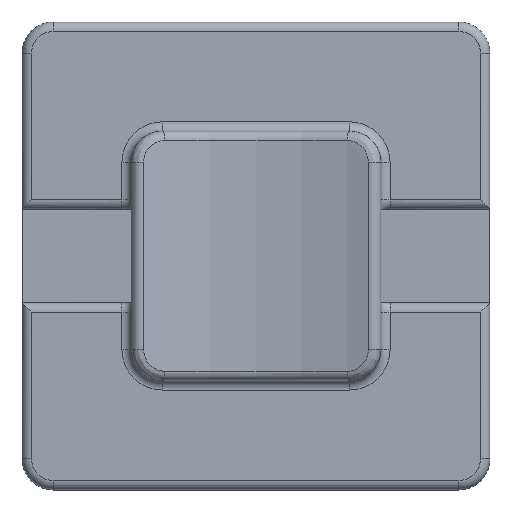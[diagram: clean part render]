
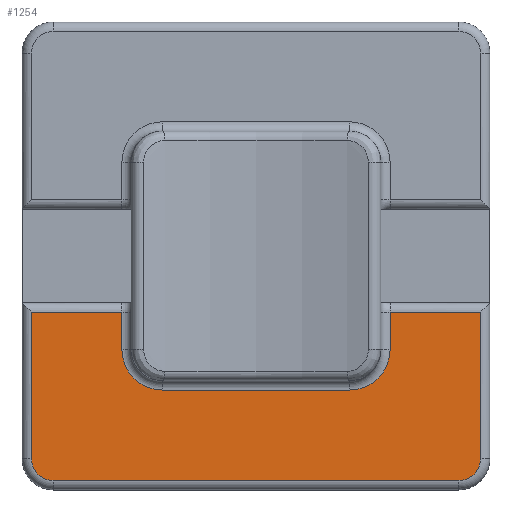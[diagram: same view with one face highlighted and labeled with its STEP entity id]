
A CAD part, top view. The second image highlights one B-rep face of the part: STEP entity #1254.
In plain terms, the highlighted planar face has unit normal (0, 0, 1).
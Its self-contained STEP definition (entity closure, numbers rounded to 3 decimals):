
#65=PLANE('',#1415);
#138=FACE_OUTER_BOUND('',#212,.T.);
#212=EDGE_LOOP('',(#1107,#1108,#1109,#1110,#1111,#1112,#1113,#1114,#1115,
#1116,#1117,#1118));
#271=LINE('',#2007,#366);
#272=LINE('',#2018,#367);
#274=LINE('',#2028,#369);
#306=LINE('',#2138,#401);
#308=LINE('',#2143,#403);
#310=LINE('',#2156,#405);
#311=LINE('',#2164,#406);
#313=LINE('',#2168,#408);
#366=VECTOR('',#1588,10.);
#367=VECTOR('',#1601,10.);
#369=VECTOR('',#1615,10.);
#401=VECTOR('',#1711,10.);
#403=VECTOR('',#1717,10.);
#405=VECTOR('',#1733,10.);
#406=VECTOR('',#1744,10.);
#408=VECTOR('',#1750,10.);
#447=CIRCLE('',#1336,1.3);
#451=CIRCLE('',#1342,1.3);
#469=CIRCLE('',#1384,0.7);
#473=CIRCLE('',#1390,0.7);
#542=VERTEX_POINT('',#1994);
#544=VERTEX_POINT('',#2005);
#546=VERTEX_POINT('',#2010);
#548=VERTEX_POINT('',#2016);
#549=VERTEX_POINT('',#2021);
#550=VERTEX_POINT('',#2026);
#580=VERTEX_POINT('',#2137);
#581=VERTEX_POINT('',#2142);
#582=VERTEX_POINT('',#2146);
#584=VERTEX_POINT('',#2152);
#586=VERTEX_POINT('',#2158);
#587=VERTEX_POINT('',#2163);
#681=EDGE_CURVE('',#544,#542,#271,.T.);
#683=EDGE_CURVE('',#546,#544,#447,.T.);
#686=EDGE_CURVE('',#548,#546,#272,.T.);
#689=EDGE_CURVE('',#549,#548,#451,.T.);
#692=EDGE_CURVE('',#550,#549,#274,.T.);
#741=EDGE_CURVE('',#542,#580,#306,.T.);
#744=EDGE_CURVE('',#580,#581,#308,.T.);
#748=EDGE_CURVE('',#581,#582,#469,.T.);
#751=EDGE_CURVE('',#582,#584,#310,.T.);
#754=EDGE_CURVE('',#584,#586,#473,.T.);
#755=EDGE_CURVE('',#586,#587,#311,.T.);
#758=EDGE_CURVE('',#587,#550,#313,.T.);
#1107=ORIENTED_EDGE('',*,*,#692,.F.);
#1108=ORIENTED_EDGE('',*,*,#758,.F.);
#1109=ORIENTED_EDGE('',*,*,#755,.F.);
#1110=ORIENTED_EDGE('',*,*,#754,.F.);
#1111=ORIENTED_EDGE('',*,*,#751,.F.);
#1112=ORIENTED_EDGE('',*,*,#748,.F.);
#1113=ORIENTED_EDGE('',*,*,#744,.F.);
#1114=ORIENTED_EDGE('',*,*,#741,.F.);
#1115=ORIENTED_EDGE('',*,*,#681,.F.);
#1116=ORIENTED_EDGE('',*,*,#683,.F.);
#1117=ORIENTED_EDGE('',*,*,#686,.F.);
#1118=ORIENTED_EDGE('',*,*,#689,.F.);
#1254=ADVANCED_FACE('',(#138),#65,.T.);
#1336=AXIS2_PLACEMENT_3D('',#2012,#1593,#1594);
#1342=AXIS2_PLACEMENT_3D('',#2023,#1607,#1608);
#1384=AXIS2_PLACEMENT_3D('',#2150,#1726,#1727);
#1390=AXIS2_PLACEMENT_3D('',#2161,#1740,#1741);
#1415=AXIS2_PLACEMENT_3D('',#2354,#1800,#1801);
#1588=DIRECTION('',(0.,1.,0.));
#1593=DIRECTION('center_axis',(0.,0.,1.));
#1594=DIRECTION('ref_axis',(0.707,-0.707,0.));
#1601=DIRECTION('',(1.,0.,0.));
#1607=DIRECTION('center_axis',(0.,0.,1.));
#1608=DIRECTION('ref_axis',(-0.707,-0.707,0.));
#1615=DIRECTION('',(0.,-1.,0.));
#1711=DIRECTION('',(1.,0.,0.));
#1717=DIRECTION('',(0.,-1.,0.));
#1726=DIRECTION('center_axis',(0.,0.,-1.));
#1727=DIRECTION('ref_axis',(0.707,-0.707,0.));
#1733=DIRECTION('',(-1.,0.,0.));
#1740=DIRECTION('center_axis',(0.,0.,-1.));
#1741=DIRECTION('ref_axis',(-0.707,-0.707,0.));
#1744=DIRECTION('',(0.,1.,0.));
#1750=DIRECTION('',(1.,0.,0.));
#1800=DIRECTION('center_axis',(0.,0.,1.));
#1801=DIRECTION('ref_axis',(1.,0.,0.));
#1994=CARTESIAN_POINT('',(4.3,-1.8,2.));
#2005=CARTESIAN_POINT('',(4.3,-3.,2.));
#2007=CARTESIAN_POINT('',(4.3,-2.,2.));
#2010=CARTESIAN_POINT('',(3.,-4.3,2.));
#2012=CARTESIAN_POINT('Origin',(3.,-3.,2.));
#2016=CARTESIAN_POINT('',(-3.,-4.3,2.));
#2018=CARTESIAN_POINT('',(-2.,-4.3,2.));
#2021=CARTESIAN_POINT('',(-4.3,-3.,2.));
#2023=CARTESIAN_POINT('Origin',(-3.,-3.,2.));
#2026=CARTESIAN_POINT('',(-4.3,-1.8,2.));
#2028=CARTESIAN_POINT('',(-4.3,2.,2.));
#2137=CARTESIAN_POINT('',(7.2,-1.8,2.));
#2138=CARTESIAN_POINT('',(2.,-1.8,2.));
#2142=CARTESIAN_POINT('',(7.2,-6.5,2.));
#2143=CARTESIAN_POINT('',(7.2,-3.75,2.));
#2146=CARTESIAN_POINT('',(6.5,-7.2,2.));
#2150=CARTESIAN_POINT('Origin',(6.5,-6.5,2.));
#2152=CARTESIAN_POINT('',(-6.5,-7.2,2.));
#2156=CARTESIAN_POINT('',(-3.75,-7.2,2.));
#2158=CARTESIAN_POINT('',(-7.2,-6.5,2.));
#2161=CARTESIAN_POINT('Origin',(-6.5,-6.5,2.));
#2163=CARTESIAN_POINT('',(-7.2,-1.8,2.));
#2164=CARTESIAN_POINT('',(-7.2,3.75,2.));
#2168=CARTESIAN_POINT('',(2.,-1.8,2.));
#2354=CARTESIAN_POINT('Origin',(0.,0.,2.));
